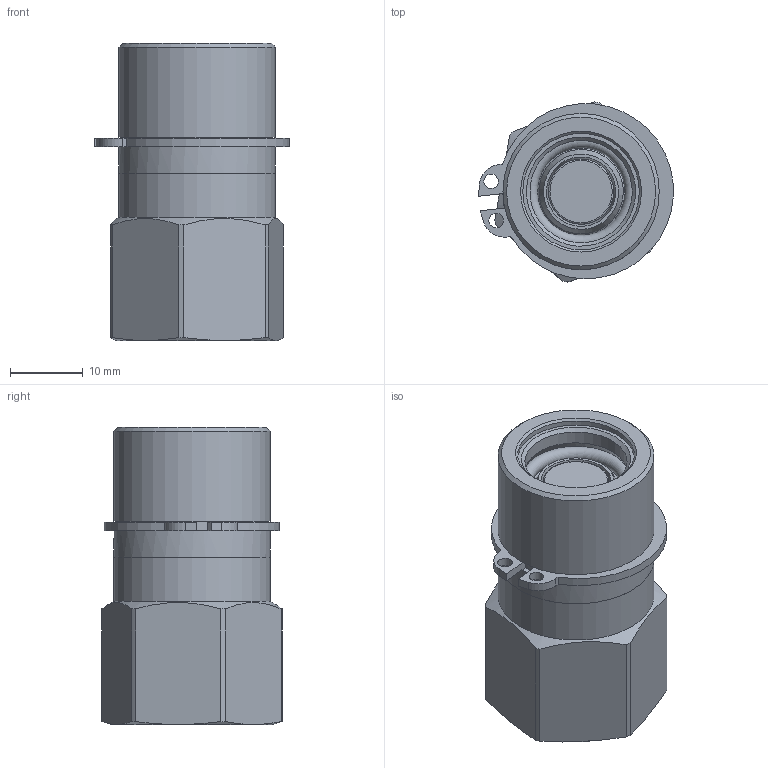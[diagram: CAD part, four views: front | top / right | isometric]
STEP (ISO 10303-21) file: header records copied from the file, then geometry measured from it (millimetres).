
FILE_DESCRIPTION(/* description */ (''),/* implementation_level */ '2;1');
FILE_NAME(/* name */ 'MKML 38 IAB.stp',/* time_stamp */ '2023-04-25T11:54:27+02:00',/* author */ ('meier'),/* organization */ (''),/* preprocessor_version */ 'ST-DEVELOPER v18.1',/* originating_system */ 'Autodesk Inventor 2022',/* authorisation */ '0 mm^3');
FILE_SCHEMA (('AUTOMOTIVE_DESIGN { 1 0 10303 214 3 1 1 }'));
Length unit declared in the file: millimetre
Products named in the file (1): LUE_00038678
Bounding box: 26.75 x 24.74 x 40.8 mm (x, y, z)
Volume: 13314.2 mm3; surface area: 5627.4 mm2
Topology: 1 solids, 3 shells, 74 faces, 174 edges, 111 vertices
Faces by surface type: plane 26, cylinder 24, cone 18, torus 6
Full cylindrical faces by diameter (mm): 2 x2, 8.95 x1, 9 x1, 14.05 x1, 14.95 x1, 16 x1, 17 x1, 17.1 x1, 19 x1, 19.1 x1, 20 x1, 21.46 x2, 21.5 x1
Entity records: 2288 total; most frequent: DIRECTION 399, CARTESIAN_POINT 396, ORIENTED_EDGE 348, EDGE_CURVE 174, AXIS2_PLACEMENT_3D 168, VERTEX_POINT 111, CIRCLE 93, EDGE_LOOP 87
